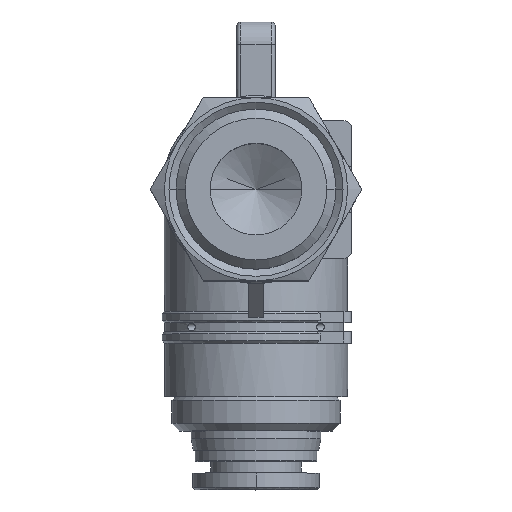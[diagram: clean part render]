
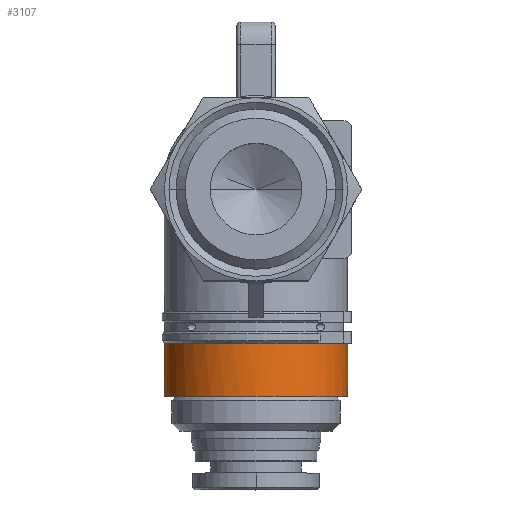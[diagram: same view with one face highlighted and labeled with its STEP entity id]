
A CAD part, top view. The second image highlights one B-rep face of the part: STEP entity #3107.
In plain terms, the highlighted cylindrical face has radius 12 mm (diameter 24 mm), a partial arc.
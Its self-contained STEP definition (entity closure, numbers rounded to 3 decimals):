
#1322=CARTESIAN_POINT('',(12.,18.45,7.95));
#1323=VERTEX_POINT('',#1322);
#1324=CARTESIAN_POINT('',(12.,11.45,7.95));
#1325=VERTEX_POINT('',#1324);
#1326=CARTESIAN_POINT('',(12.,18.45,7.95));
#1327=DIRECTION('',(0.0,-1.0,0.0));
#1328=VECTOR('',#1327,7.);
#1329=LINE('',#1326,#1328);
#1330=EDGE_CURVE('',#1323,#1325,#1329,.T.);
#1332=CARTESIAN_POINT('',(-12.,18.45,7.95));
#1333=VERTEX_POINT('',#1332);
#1341=CARTESIAN_POINT('',(-12.,11.45,7.95));
#1342=VERTEX_POINT('',#1341);
#1343=CARTESIAN_POINT('',(-12.,18.45,7.95));
#1344=DIRECTION('',(0.0,-1.0,0.0));
#1345=VECTOR('',#1344,7.);
#1346=LINE('',#1343,#1345);
#1347=EDGE_CURVE('',#1333,#1342,#1346,.T.);
#2894=CARTESIAN_POINT('',(0.,18.45,7.95));
#2895=DIRECTION('',(0.0,-1.0,0.0));
#2896=DIRECTION('',(1.0,0.0,0.0));
#2897=AXIS2_PLACEMENT_3D('',#2894,#2895,#2896);
#2898=CIRCLE('',#2897,12.0);
#2899=EDGE_CURVE('',#1333,#1323,#2898,.T.);
#3072=CARTESIAN_POINT('',(0.,-8.65,7.95));
#3073=DIRECTION('',(0.0,1.0,0.0));
#3074=DIRECTION('',(1.0,0.0,0.0));
#3075=AXIS2_PLACEMENT_3D('',#3072,#3073,#3074);
#3076=CYLINDRICAL_SURFACE('',#3075,12.0);
#3077=ORIENTED_EDGE('',*,*,#1330,.T.);
#3078=CARTESIAN_POINT('',(11.619,11.45,4.95));
#3079=VERTEX_POINT('',#3078);
#3080=CARTESIAN_POINT('',(0.,11.45,7.95));
#3081=DIRECTION('',(0.0,1.0,0.0));
#3082=DIRECTION('',(1.0,0.0,0.0));
#3083=AXIS2_PLACEMENT_3D('',#3080,#3081,#3082);
#3084=CIRCLE('',#3083,12.0);
#3085=EDGE_CURVE('',#1325,#3079,#3084,.T.);
#3086=ORIENTED_EDGE('',*,*,#3085,.T.);
#3087=CARTESIAN_POINT('',(7.937,11.45,-1.05));
#3088=VERTEX_POINT('',#3087);
#3089=CARTESIAN_POINT('',(0.,11.45,7.95));
#3090=DIRECTION('',(0.0,1.0,0.0));
#3091=DIRECTION('',(1.0,0.0,0.0));
#3092=AXIS2_PLACEMENT_3D('',#3089,#3090,#3091);
#3093=CIRCLE('',#3092,12.0);
#3094=EDGE_CURVE('',#3079,#3088,#3093,.T.);
#3095=ORIENTED_EDGE('',*,*,#3094,.T.);
#3096=CARTESIAN_POINT('',(0.,11.45,7.95));
#3097=DIRECTION('',(0.0,1.0,0.0));
#3098=DIRECTION('',(1.0,0.0,0.0));
#3099=AXIS2_PLACEMENT_3D('',#3096,#3097,#3098);
#3100=CIRCLE('',#3099,12.0);
#3101=EDGE_CURVE('',#3088,#1342,#3100,.T.);
#3102=ORIENTED_EDGE('',*,*,#3101,.T.);
#3103=ORIENTED_EDGE('',*,*,#1347,.F.);
#3104=ORIENTED_EDGE('',*,*,#2899,.T.);
#3105=EDGE_LOOP('',(#3077,#3086,#3095,#3102,#3103,#3104));
#3106=FACE_OUTER_BOUND('',#3105,.T.);
#3107=ADVANCED_FACE('',(#3106),#3076,.T.);
